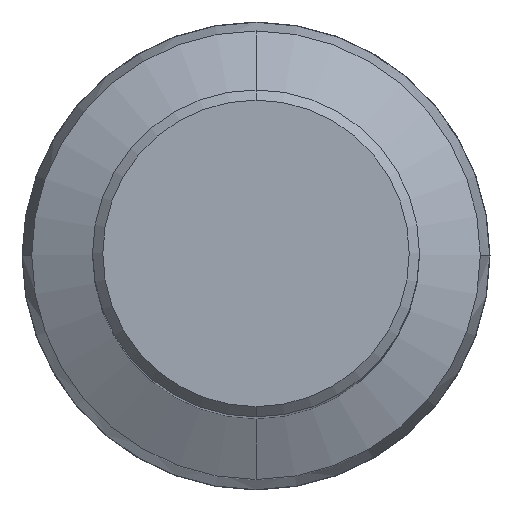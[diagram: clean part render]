
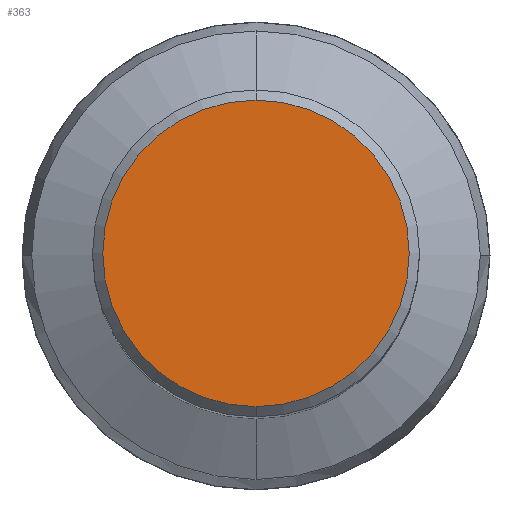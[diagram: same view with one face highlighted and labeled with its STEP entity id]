
A CAD part, top view. The second image highlights one B-rep face of the part: STEP entity #363.
In plain terms, the highlighted planar face has unit normal (0, 0, 1).
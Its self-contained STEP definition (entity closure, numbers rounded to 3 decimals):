
#329=VERTEX_POINT('',#832);
#363=ADVANCED_FACE('',(#868),#869,.T.);
#497=EDGE_CURVE('',#329,#583,#1019,.T.);
#583=VERTEX_POINT('',#1113);
#629=EDGE_CURVE('',#583,#329,#1162,.T.);
#832=CARTESIAN_POINT('',(0.0,15.0,0.0));
#868=FACE_OUTER_BOUND('',#1497,.T.);
#869=PLANE('',#1498);
#1019=CIRCLE('',#1774,15.0);
#1113=CARTESIAN_POINT('',(0.,-15.0,0.0));
#1162=CIRCLE('',#2032,15.0);
#1497=EDGE_LOOP('',(#2388,#2389));
#1498=AXIS2_PLACEMENT_3D('',#2390,#2391,#2392);
#1774=AXIS2_PLACEMENT_3D('',#2598,#2599,#2600);
#2032=AXIS2_PLACEMENT_3D('',#2760,#2761,#2762);
#2388=ORIENTED_EDGE('',*,*,#497,.F.);
#2389=ORIENTED_EDGE('',*,*,#629,.F.);
#2390=CARTESIAN_POINT('',(0.0,7.5,0.0));
#2391=DIRECTION('',(-0.0,0.0,1.0));
#2392=DIRECTION('',(0.0,-1.0,0.0));
#2598=CARTESIAN_POINT('',(0.0,0.0,0.0));
#2599=DIRECTION('',(0.0,0.0,-1.0));
#2600=DIRECTION('',(0.0,1.0,0.0));
#2760=CARTESIAN_POINT('',(0.0,0.0,0.0));
#2761=DIRECTION('',(0.0,0.0,-1.0));
#2762=DIRECTION('',(0.0,1.0,0.0));
